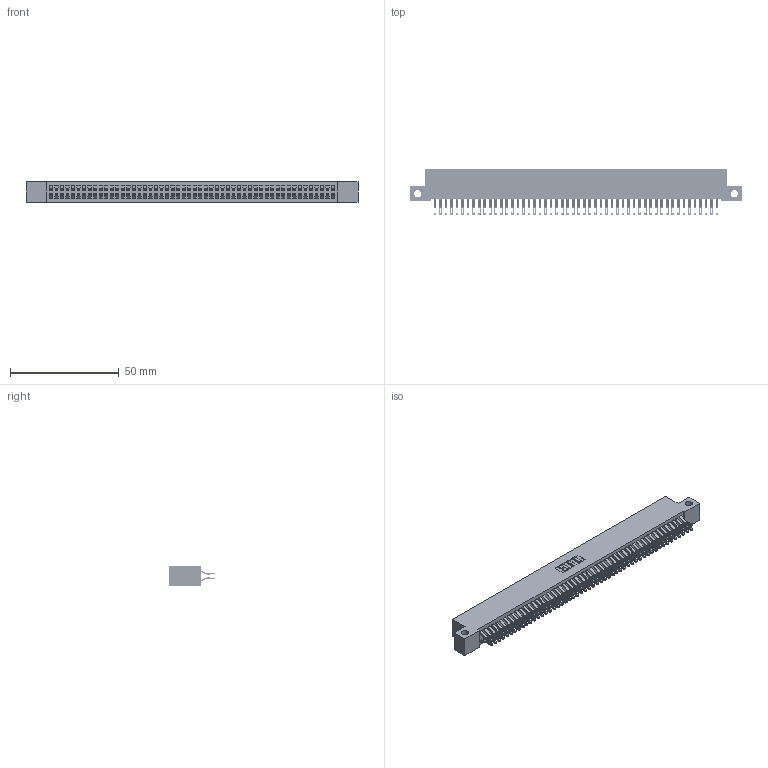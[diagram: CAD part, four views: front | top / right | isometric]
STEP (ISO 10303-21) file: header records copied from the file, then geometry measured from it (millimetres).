
FILE_DESCRIPTION (( 'STEP AP203' ), '1' );
FILE_NAME ('342-104-555-212.STEP', '2018-08-14T06:22:23', ( '' ), ( '' ), 'SwSTEP 2.0', 'SolidWorks 2016', '' );
FILE_SCHEMA (( 'CONFIG_CONTROL_DESIGN' ));
Length unit declared in the file: inch
Products named in the file (3): 342 Part_Side Mount; 345-292-001_555 Tail; 342-104-555-212
Assembly tree (105 placements, depth 2):
  342-104-555-212
    342 Part_Side Mount
    345-292-001_555 Tail  x104
Bounding box: 152.4 x 21.47 x 9.4 mm (x, y, z)
Volume: 13955.5 mm3; surface area: 23809 mm2
Topology: 105 solids, 105 shells, 6142 faces, 19331 edges, 12886 vertices
Faces by surface type: plane 3602, cylinder 2540
Entity records: 32357 total; most frequent: CARTESIAN_POINT 5384, ORIENTED_EDGE 5290, DIRECTION 4553, EDGE_CURVE 2645, VECTOR 2497, LINE 2497, VERTEX_POINT 1762, AXIS2_PLACEMENT_3D 1028
